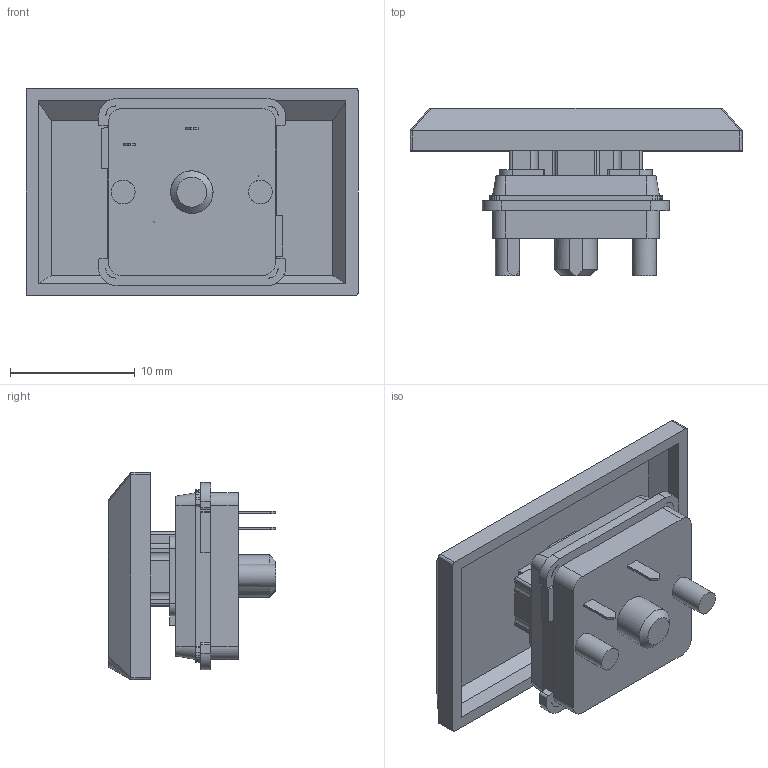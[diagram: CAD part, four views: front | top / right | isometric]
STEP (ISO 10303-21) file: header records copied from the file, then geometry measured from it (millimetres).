
FILE_DESCRIPTION(('FreeCAD Model'),'2;1');
FILE_NAME('Kailh_keycap-switch_system_1.5x1.step','2019-11-05T21:43:11',('Author'),(''), 'Open CASCADE STEP processor 7.3','FreeCAD','Unknown');
FILE_SCHEMA(('AUTOMOTIVE_DESIGN { 1 0 10303 214 1 1 1 1 }'));
Length unit declared in the file: millimetre
Products named in the file (2): Kailh_keycap_switch_system_1_5x1; Kailh_keycap_switch_system_1_5x1001
Bounding box: 26.6 x 13.4 x 16.6 mm (x, y, z)
Volume: 1706.7 mm3; surface area: 2722.6 mm2
Topology: 7 solids, 40 shells, 438 faces, 1068 edges, 708 vertices
Faces by surface type: bspline 438
Entity records: 11993 total; most frequent: CARTESIAN_POINT 5227, ORIENTED_EDGE 2140, EDGE_CURVE 1068, B_SPLINE_CURVE_WITH_KNOTS 937, VERTEX_POINT 708, FACE_BOUND 470, EDGE_LOOP 470, ADVANCED_FACE 438
